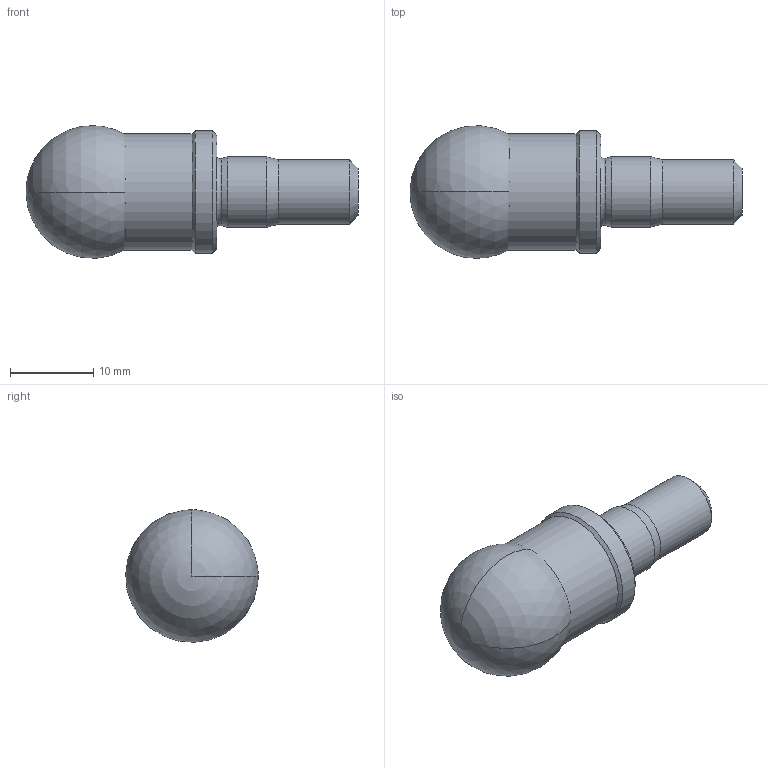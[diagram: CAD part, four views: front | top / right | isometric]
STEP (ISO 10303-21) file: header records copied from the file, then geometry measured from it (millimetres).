
FILE_DESCRIPTION(/* description */ (''),/* implementation_level */ '2;1');
FILE_NAME(/* name */ 'APMR-BNM16-D16-M08-L23.stp',/* time_stamp */ '2023-09-29T19:56:51+03:00',/* author */ (''),/* organization */ (''),/* preprocessor_version */ 'ST-DEVELOPER v19.4',/* originating_system */ 'SIEMENS PLM Software NX2306.5001',/* authorisation */ '');
FILE_SCHEMA (('AUTOMOTIVE_DESIGN { 1 0 10303 214 3 1 1 1 }'));
Length unit declared in the file: millimetre
Products named in the file (1): APMR-BNM16-D16-M08-L23-LIGHT_x_t_objects
Bounding box: 40 x 15.98 x 15.98 mm (x, y, z)
Volume: 5723.9 mm3; surface area: 2303.4 mm2
Topology: 2 solids, 2 shells, 18 faces, 35 edges, 19 vertices
Faces by surface type: cone 6, plane 4, cylinder 4, sphere 3, torus 1
Full cylindrical faces by diameter (mm): 7.75 x1, 8.5 x1, 14 x1, 14.75 x1
Entity records: 402 total; most frequent: DIRECTION 74, CARTESIAN_POINT 55, ORIENTED_EDGE 38, AXIS2_PLACEMENT_3D 36, EDGE_LOOP 30, FACE_BOUND 24, EDGE_CURVE 19, ADVANCED_FACE 18
